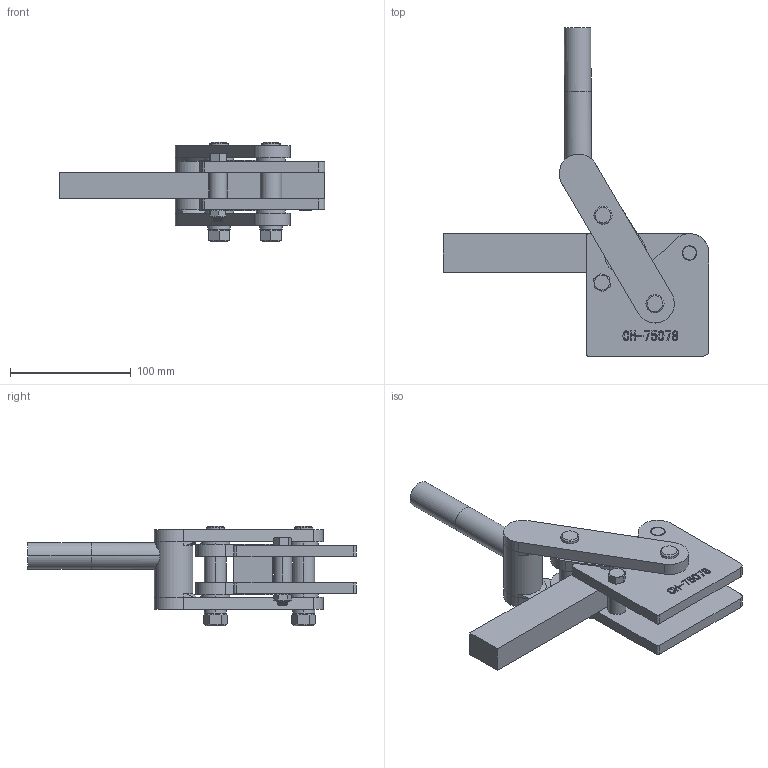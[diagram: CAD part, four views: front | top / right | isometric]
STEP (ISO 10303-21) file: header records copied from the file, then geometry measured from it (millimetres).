
FILE_DESCRIPTION (( 'STEP AP203' ), '1' );
FILE_NAME ('CH-75078.STEP', '2017-12-09T06:33:41', ( 'Windows' ), ( 'Microsoft' ), 'SwSTEP 2.0', 'SolidWorks 2015', '' );
FILE_SCHEMA (( 'CONFIG_CONTROL_DESIGN' ));
Length unit declared in the file: millimetre
Products named in the file (15): 75078-04_默认<按加工>; 75078-01; 75078-12; 75078-02; 75078-14; 75078-11; M12; 085012; 75078-10; M8; 75078-08; 75078-07; CH-75078; 75078-13; 75078-09
Assembly tree (26 placements, depth 2):
  CH-75078
    75078-01
    75078-02
    75078-11
    085012
    M8
    75078-07  x2
    75078-13  x4
    75078-09  x2
    75078-04_默认<按加工>
    75078-12  x2
    75078-14  x2
    M12  x2
    75078-10  x4
    75078-08  x2
Bounding box: 220 x 272.06 x 82.6 mm (x, y, z)
Volume: 545971.5 mm3; surface area: 157132.9 mm2
Topology: 33 solids, 33 shells, 2132 faces, 6031 edges, 3996 vertices
Faces by surface type: plane 1235, cylinder 604, bspline 194, cone 97, torus 2
Entity records: 57952 total; most frequent: CARTESIAN_POINT 23121, ORIENTED_EDGE 7492, DIRECTION 6124, EDGE_CURVE 3746, VERTEX_POINT 2483, AXIS2_PLACEMENT_3D 2073, LINE 1978, VECTOR 1978
